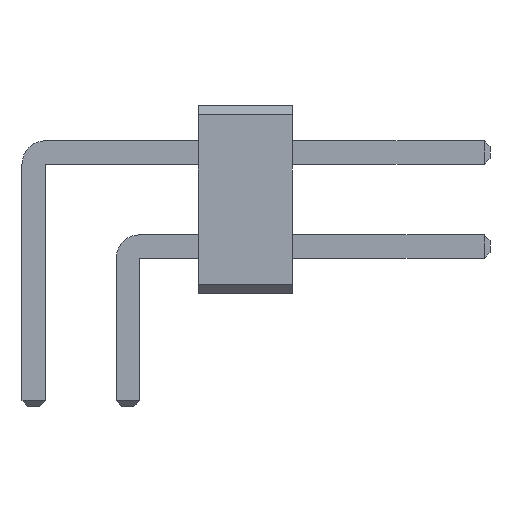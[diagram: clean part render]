
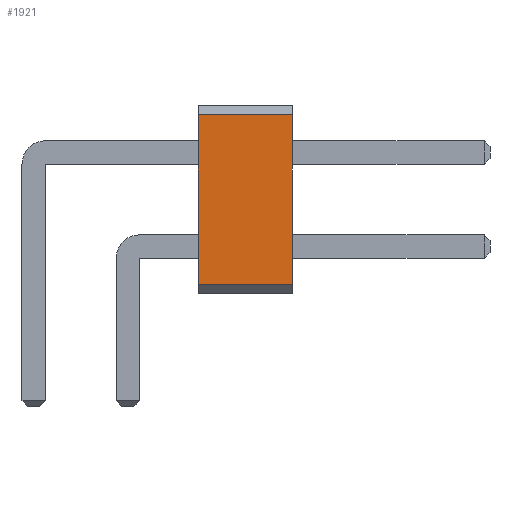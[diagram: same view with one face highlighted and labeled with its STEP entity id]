
A CAD part, front view. The second image highlights one B-rep face of the part: STEP entity #1921.
In plain terms, the highlighted planar face has unit normal (0, -1, 0).
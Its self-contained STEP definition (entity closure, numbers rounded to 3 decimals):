
#13=DIRECTION('',(0.,0.,1.));
#27=VECTOR('',#28,1.);
#28=DIRECTION('',(1.,0.,0.));
#57=DIRECTION('',(0.,-1.,0.));
#1908=VERTEX_POINT('',#1909);
#1909=CARTESIAN_POINT('',(5.5,-65.,0.2));
#1912=EDGE_CURVE('',#1913,#1908,#1915,.T.);
#1913=VERTEX_POINT('',#1914);
#1914=CARTESIAN_POINT('',(3.5,-65.,0.2));
#1915=LINE('',#1914,#27);
#1921=ADVANCED_FACE('',(#1922),#1939,.T.);
#1922=FACE_BOUND('',#1923,.T.);
#1923=EDGE_LOOP('',(#1924,#1925,#1931,#1936));
#1924=ORIENTED_EDGE('',*,*,#1912,.T.);
#1925=ORIENTED_EDGE('',*,*,#1926,.T.);
#1926=EDGE_CURVE('',#1908,#1927,#1929,.T.);
#1927=VERTEX_POINT('',#1928);
#1928=CARTESIAN_POINT('',(5.5,-65.,3.8));
#1929=LINE('',#1909,#1930);
#1930=VECTOR('',#13,1.);
#1931=ORIENTED_EDGE('',*,*,#1932,.F.);
#1932=EDGE_CURVE('',#1933,#1927,#1935,.T.);
#1933=VERTEX_POINT('',#1934);
#1934=CARTESIAN_POINT('',(3.5,-65.,3.8));
#1935=LINE('',#1934,#27);
#1936=ORIENTED_EDGE('',*,*,#1937,.F.);
#1937=EDGE_CURVE('',#1913,#1933,#1938,.T.);
#1938=LINE('',#1914,#1930);
#1939=PLANE('',#1940);
#1940=AXIS2_PLACEMENT_3D('',#1914,#57,#13);
